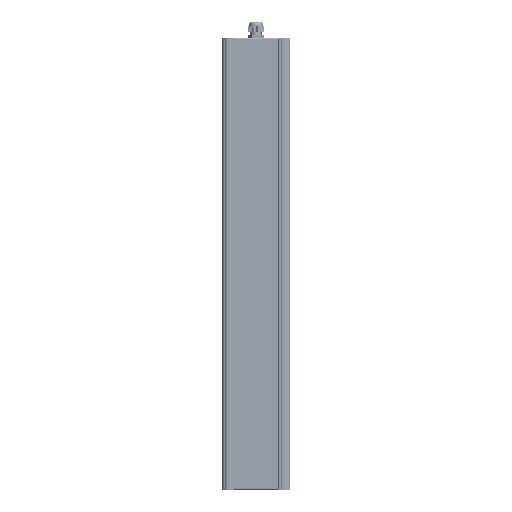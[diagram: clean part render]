
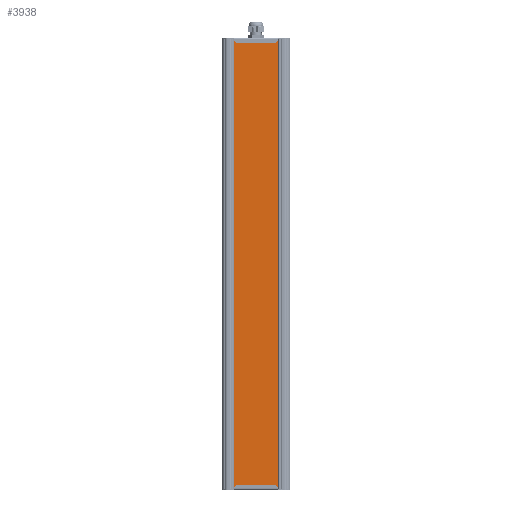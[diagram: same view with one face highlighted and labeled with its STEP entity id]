
A CAD part, front view. The second image highlights one B-rep face of the part: STEP entity #3938.
In plain terms, the highlighted face is planar.
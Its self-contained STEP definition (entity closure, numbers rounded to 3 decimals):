
#3938=ADVANCED_FACE('',(#14161),#14163,.T.);
#14161=FACE_BOUND('',#14162,.T.);
#14162=EDGE_LOOP('',(#29424,#29425,#29426,#29427));
#14163=PLANE('',#14164);
#14164=AXIS2_PLACEMENT_3D('',#14165,#14166,#14167);
#14165=CARTESIAN_POINT('',(120.465,593.492,117.308));
#14166=DIRECTION('',(0.,0.,-1.));
#14167=DIRECTION('',(0.,1.,0.));
#29424=ORIENTED_EDGE('',*,*,#37898,.T.);
#29425=ORIENTED_EDGE('',*,*,#37900,.F.);
#29426=ORIENTED_EDGE('',*,*,#37901,.F.);
#29427=ORIENTED_EDGE('',*,*,#37902,.T.);
#37898=EDGE_CURVE('',#44470,#44468,#44471,.T.);
#37900=EDGE_CURVE('',#44473,#44468,#44474,.T.);
#37901=EDGE_CURVE('',#44475,#44473,#44476,.T.);
#37902=EDGE_CURVE('',#44475,#44470,#44477,.T.);
#44468=VERTEX_POINT('',#64880);
#44470=VERTEX_POINT('',#64884);
#44471=LINE('',#64885,#64886);
#44473=VERTEX_POINT('',#64891);
#44474=LINE('',#64892,#64893);
#44475=VERTEX_POINT('',#64895);
#44476=LINE('',#64896,#64897);
#44477=LINE('',#64899,#64900);
#64880=CARTESIAN_POINT('',(641.465,679.838,117.308));
#64884=CARTESIAN_POINT('',(-104.535,679.838,117.308));
#64885=CARTESIAN_POINT('',(-104.535,679.838,117.308));
#64886=VECTOR('',#64887,1.);
#64887=DIRECTION('',(1.,0.,0.));
#64891=CARTESIAN_POINT('',(641.465,593.492,117.308));
#64892=CARTESIAN_POINT('',(641.465,593.492,117.308));
#64893=VECTOR('',#64894,1.);
#64894=DIRECTION('',(0.,1.,0.));
#64895=CARTESIAN_POINT('',(-104.535,593.492,117.308));
#64896=CARTESIAN_POINT('',(-104.535,593.492,117.308));
#64897=VECTOR('',#64898,1.);
#64898=DIRECTION('',(1.,0.,0.));
#64899=CARTESIAN_POINT('',(-104.535,593.492,117.308));
#64900=VECTOR('',#64901,1.);
#64901=DIRECTION('',(0.,1.,0.));
